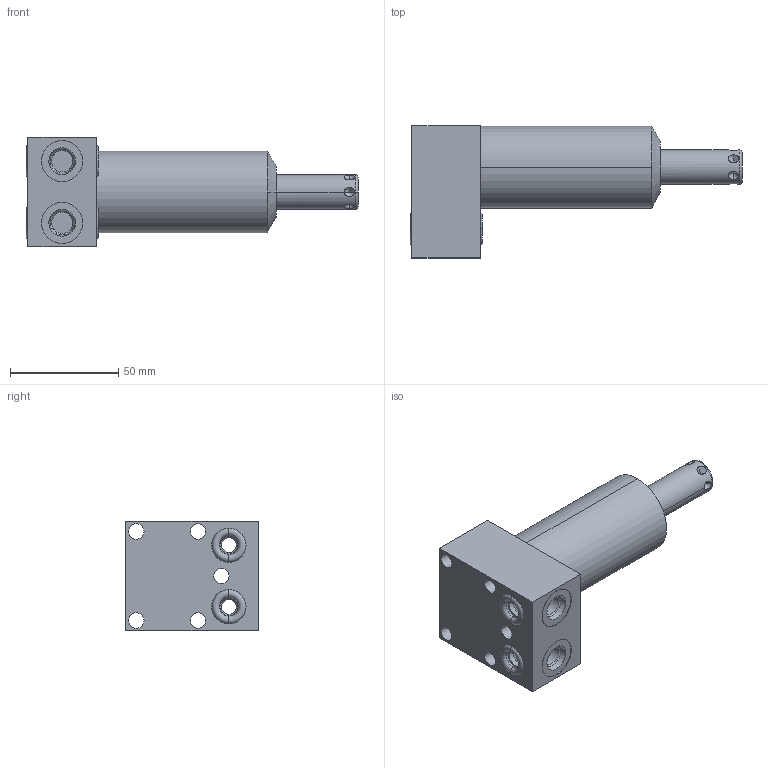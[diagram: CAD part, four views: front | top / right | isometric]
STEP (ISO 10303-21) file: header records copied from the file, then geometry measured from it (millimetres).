
FILE_DESCRIPTION((''),'2;1');
FILE_NAME('ILC14220910S','2018-06-13T',('act'),(''),'PRO/ENGINEER BY PARAMETRIC TECHNOLOGY CORPORATION, 2013320','PRO/ENGINEER BY PARAMETRIC TECHNOLOGY CORPORATION, 2013320','');
FILE_SCHEMA(('AUTOMOTIVE_DESIGN { 1 0 10303 214 1 1 1 1 }'));
Length unit declared in the file: inch
Products named in the file (1): ILC14220910S
Bounding box: 153.7 x 61.11 x 50.8 mm (x, y, z)
Volume: 185524.2 mm3; surface area: 32565.3 mm2
Topology: 5 solids, 6 shells, 117 faces, 276 edges, 159 vertices
Faces by surface type: cylinder 42, cone 40, torus 18, plane 17
Entity records: 4614 total; most frequent: CARTESIAN_POINT 830, DIRECTION 620, ORIENTED_EDGE 520, PRESENTATION_STYLE_ASSIGNMENT 287, STYLED_ITEM 268, CURVE_STYLE 262, EDGE_CURVE 262, AXIS2_PLACEMENT_3D 260
